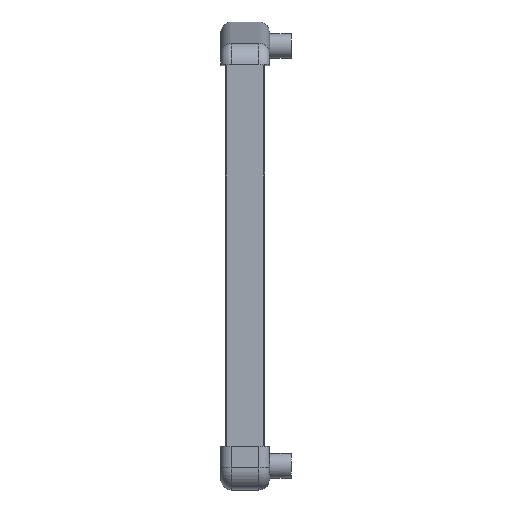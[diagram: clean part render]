
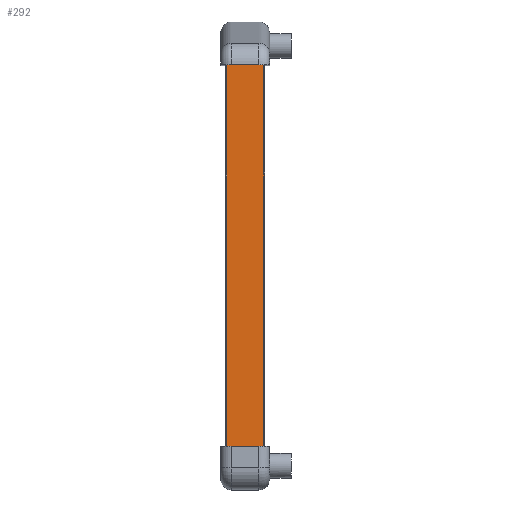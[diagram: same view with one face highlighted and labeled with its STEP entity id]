
A CAD part, top view. The second image highlights one B-rep face of the part: STEP entity #292.
In plain terms, the highlighted planar face has unit normal (0, 0, 1).
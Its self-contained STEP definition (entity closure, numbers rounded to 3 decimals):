
#70=CARTESIAN_POINT('Vertex',(5.5,40.,-12.7)) ;
#73=CARTESIAN_POINT('Line Origine',(5.5,235.581,-12.7)) ;
#77=CARTESIAN_POINT('Vertex',(5.5,390.,-12.7)) ;
#245=CARTESIAN_POINT('Line Origine',(39.5,235.581,-12.7)) ;
#249=CARTESIAN_POINT('Vertex',(39.5,40.,-12.7)) ;
#251=CARTESIAN_POINT('Vertex',(39.5,390.,-12.7)) ;
#271=CARTESIAN_POINT('Axis2P3D Location',(39.5,40.,-12.7)) ;
#276=CARTESIAN_POINT('Line Origine',(22.5,390.,-12.7)) ;
#281=CARTESIAN_POINT('Line Origine',(22.5,40.,-12.7)) ;
#74=DIRECTION('Vector Direction',(0.,1.,0.)) ;
#246=DIRECTION('Vector Direction',(0.,1.,0.)) ;
#272=DIRECTION('Axis2P3D Direction',(0.,0.,-1.)) ;
#273=DIRECTION('Axis2P3D XDirection',(-1.,0.,0.)) ;
#277=DIRECTION('Vector Direction',(-1.,0.,0.)) ;
#282=DIRECTION('Vector Direction',(-1.,0.,0.)) ;
#274=AXIS2_PLACEMENT_3D('Plane Axis2P3D',#271,#272,#273) ;
#287=ORIENTED_EDGE('',*,*,#280,.T.) ;
#288=ORIENTED_EDGE('',*,*,#79,.F.) ;
#289=ORIENTED_EDGE('',*,*,#285,.T.) ;
#290=ORIENTED_EDGE('',*,*,#253,.T.) ;
#75=VECTOR('Line Direction',#74,1.) ;
#247=VECTOR('Line Direction',#246,1.) ;
#278=VECTOR('Line Direction',#277,1.) ;
#283=VECTOR('Line Direction',#282,1.) ;
#292=ADVANCED_FACE('',(#291),#275,.F.) ;
#79=EDGE_CURVE('',#71,#78,#76,.T.) ;
#253=EDGE_CURVE('',#250,#252,#248,.T.) ;
#280=EDGE_CURVE('',#252,#78,#279,.T.) ;
#285=EDGE_CURVE('',#71,#250,#284,.F.) ;
#286=EDGE_LOOP('',(#287,#288,#289,#290)) ;
#291=FACE_OUTER_BOUND('',#286,.T.) ;
#76=LINE('Line',#73,#75) ;
#248=LINE('Line',#245,#247) ;
#279=LINE('Line',#276,#278) ;
#284=LINE('Line',#281,#283) ;
#275=PLANE('Plane',#274) ;
#71=VERTEX_POINT('',#70) ;
#78=VERTEX_POINT('',#77) ;
#250=VERTEX_POINT('',#249) ;
#252=VERTEX_POINT('',#251) ;
